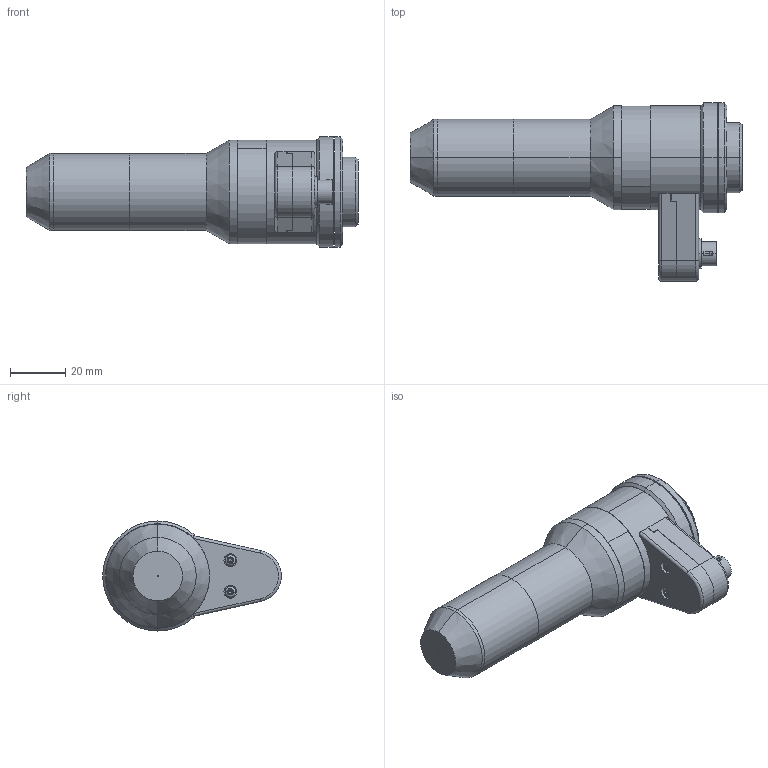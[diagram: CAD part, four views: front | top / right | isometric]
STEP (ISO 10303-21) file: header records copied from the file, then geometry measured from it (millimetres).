
FILE_DESCRIPTION (( 'STEP AP203' ), '1' );
FILE_NAME ('DP29856-D_PCHI023-AF.step', '2021-12-13T14:55:21', ( '' ), ( '' ), 'SwSTEP 2.0', 'SolidWorks 2021', '' );
FILE_SCHEMA (( 'CONFIG_CONTROL_DESIGN' ));
Length unit declared in the file: millimetre
Products named in the file (1): DP29856-D_PCHI023-AF
Bounding box: 120.67 x 64.92 x 40 mm (x, y, z)
Surface area: 20559 mm2 (no closed solid volume)
Topology: 0 solids, 20 shells, 191 faces, 659 edges, 466 vertices
Faces by surface type: cylinder 92, plane 61, cone 25, torus 6, sphere 4, bspline 3
Entity records: 8201 total; most frequent: CARTESIAN_POINT 2593, DIRECTION 1164, ORIENTED_EDGE 1023, EDGE_CURVE 657, VERTEX_POINT 466, AXIS2_PLACEMENT_3D 436, LINE 292, VECTOR 292
